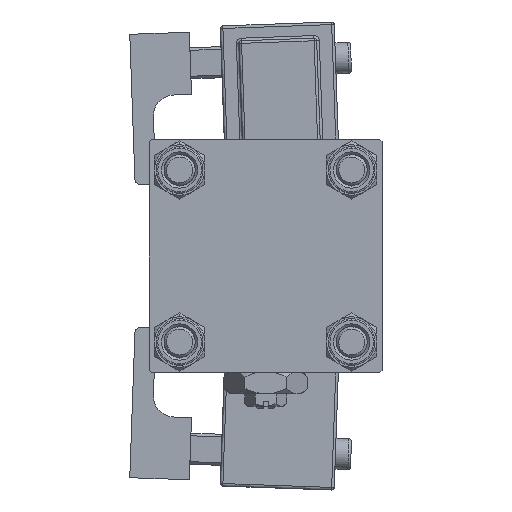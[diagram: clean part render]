
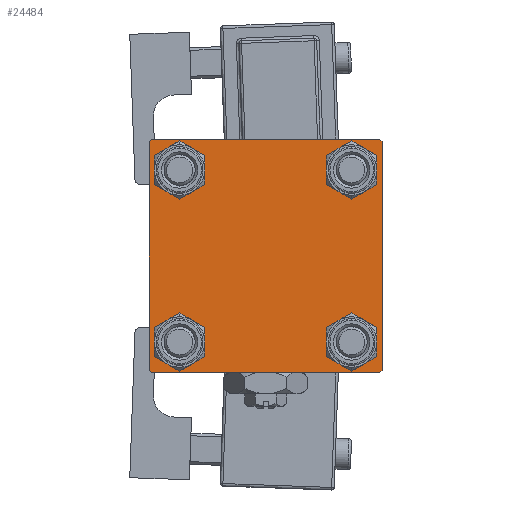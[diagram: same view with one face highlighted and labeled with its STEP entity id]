
A CAD part, left-side view. The second image highlights one B-rep face of the part: STEP entity #24484.
In plain terms, the highlighted planar face has unit normal (-1, 0, 0).
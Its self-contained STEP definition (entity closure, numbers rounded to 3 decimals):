
#80 = CARTESIAN_POINT ( 'NONE',  ( 0., -16.6, -16.6 ) ) ;
#249 = EDGE_CURVE ( 'NONE', #18499, #5151, #40391, .T. ) ;
#551 = LINE ( 'NONE', #18296, #50990 ) ;
#1022 = CIRCLE ( 'NONE', #33492, 3.5 ) ;
#1072 = AXIS2_PLACEMENT_3D ( 'NONE', #20249, #25766, #56528 ) ;
#1553 = CARTESIAN_POINT ( 'NONE',  ( 0., 16.6, 16.6 ) ) ;
#1771 = CARTESIAN_POINT ( 'NONE',  ( 0., 16.6, 20.1 ) ) ;
#2180 = CIRCLE ( 'NONE', #11464, 3.5 ) ;
#2269 = CARTESIAN_POINT ( 'NONE',  ( 0., 16.6, -20.1 ) ) ;
#2668 = LINE ( 'NONE', #32917, #11488 ) ;
#2785 = VERTEX_POINT ( 'NONE', #20867 ) ;
#3649 = ORIENTED_EDGE ( 'NONE', *, *, #47905, .F. ) ;
#5151 = VERTEX_POINT ( 'NONE', #54162 ) ;
#5156 = CARTESIAN_POINT ( 'NONE',  ( 0., 22., 22.5 ) ) ;
#5299 = DIRECTION ( 'NONE',  ( 0., 0., 1. ) ) ;
#5583 = CARTESIAN_POINT ( 'NONE',  ( 0., 22.25, -22.25 ) ) ;
#6549 = DIRECTION ( 'NONE',  ( 0., 0., 1. ) ) ;
#6660 = CARTESIAN_POINT ( 'NONE',  ( 0., 16.6, -16.6 ) ) ;
#6861 = ORIENTED_EDGE ( 'NONE', *, *, #50350, .T. ) ;
#7346 = ORIENTED_EDGE ( 'NONE', *, *, #10784, .T. ) ;
#8423 = EDGE_CURVE ( 'NONE', #44978, #2785, #9593, .T. ) ;
#8704 = PLANE ( 'NONE',  #29477 ) ;
#9593 = CIRCLE ( 'NONE', #43016, 3.5 ) ;
#9741 = CARTESIAN_POINT ( 'NONE',  ( 0., 16.6, -16.6 ) ) ;
#9967 = CARTESIAN_POINT ( 'NONE',  ( 0., 22.5, -22.5 ) ) ;
#10243 = VERTEX_POINT ( 'NONE', #39178 ) ;
#10784 = EDGE_CURVE ( 'NONE', #25019, #25964, #18982, .T. ) ;
#10814 = ORIENTED_EDGE ( 'NONE', *, *, #32854, .T. ) ;
#11464 = AXIS2_PLACEMENT_3D ( 'NONE', #46361, #41719, #6549 ) ;
#11488 = VECTOR ( 'NONE', #32628, 1000. ) ;
#11489 = EDGE_LOOP ( 'NONE', ( #42089, #22100 ) ) ;
#11911 = CIRCLE ( 'NONE', #43483, 3.5 ) ;
#13615 = CARTESIAN_POINT ( 'NONE',  ( 0., -16.6, 20.1 ) ) ;
#13952 = CARTESIAN_POINT ( 'NONE',  ( 0., -22.25, 22.25 ) ) ;
#15062 = LINE ( 'NONE', #41221, #41711 ) ;
#15253 = CARTESIAN_POINT ( 'NONE',  ( 0., -22.5, 22. ) ) ;
#15839 = DIRECTION ( 'NONE',  ( 0., 0., 1. ) ) ;
#15887 = CIRCLE ( 'NONE', #22347, 3.5 ) ;
#16994 = EDGE_CURVE ( 'NONE', #24451, #10243, #11911, .T. ) ;
#17314 = VECTOR ( 'NONE', #46181, 1000. ) ;
#17436 = FACE_BOUND ( 'NONE', #22074, .T. ) ;
#17535 = DIRECTION ( 'NONE',  ( 0., 0., 1. ) ) ;
#18296 = CARTESIAN_POINT ( 'NONE',  ( 0., 22.5, 22.5 ) ) ;
#18443 = VERTEX_POINT ( 'NONE', #35963 ) ;
#18499 = VERTEX_POINT ( 'NONE', #15253 ) ;
#18598 = CARTESIAN_POINT ( 'NONE',  ( 0., -22., -22.5 ) ) ;
#18982 = CIRCLE ( 'NONE', #47699, 3.5 ) ;
#19074 = EDGE_CURVE ( 'NONE', #18499, #18443, #45330, .T. ) ;
#19280 = DIRECTION ( 'NONE',  ( 0., 0., 1. ) ) ;
#20249 = CARTESIAN_POINT ( 'NONE',  ( 0., -16.6, 16.6 ) ) ;
#20867 = CARTESIAN_POINT ( 'NONE',  ( 0., 16.6, 13.1 ) ) ;
#22074 = EDGE_LOOP ( 'NONE', ( #32256, #48390 ) ) ;
#22100 = ORIENTED_EDGE ( 'NONE', *, *, #55797, .T. ) ;
#22347 = AXIS2_PLACEMENT_3D ( 'NONE', #9741, #54188, #28336 ) ;
#22351 = FACE_BOUND ( 'NONE', #53175, .T. ) ;
#22649 = CARTESIAN_POINT ( 'NONE',  ( 0., -16.6, -13.1 ) ) ;
#22671 = ORIENTED_EDGE ( 'NONE', *, *, #41126, .T. ) ;
#23291 = VECTOR ( 'NONE', #36601, 1000. ) ;
#23320 = DIRECTION ( 'NONE',  ( 0., -0.707, -0.707 ) ) ;
#23411 = VERTEX_POINT ( 'NONE', #55473 ) ;
#23920 = LINE ( 'NONE', #9967, #38886 ) ;
#24450 = CARTESIAN_POINT ( 'NONE',  ( 0., -16.6, 13.1 ) ) ;
#24451 = VERTEX_POINT ( 'NONE', #22649 ) ;
#24484 = ADVANCED_FACE ( 'NONE', ( #17436, #52854, #26153, #22351, #40068 ), #8704, .T. ) ;
#25019 = VERTEX_POINT ( 'NONE', #46356 ) ;
#25226 = ORIENTED_EDGE ( 'NONE', *, *, #249, .T. ) ;
#25596 = EDGE_CURVE ( 'NONE', #23411, #31903, #48863, .T. ) ;
#25766 = DIRECTION ( 'NONE',  ( 1., 0., 0. ) ) ;
#25964 = VERTEX_POINT ( 'NONE', #2269 ) ;
#26153 = FACE_BOUND ( 'NONE', #37089, .T. ) ;
#26903 = VERTEX_POINT ( 'NONE', #18598 ) ;
#27975 = VERTEX_POINT ( 'NONE', #5156 ) ;
#27997 = DIRECTION ( 'NONE',  ( 0., -1., 0. ) ) ;
#28336 = DIRECTION ( 'NONE',  ( 0., 0., 1. ) ) ;
#28916 = DIRECTION ( 'NONE',  ( 1., 0., 0. ) ) ;
#29477 = AXIS2_PLACEMENT_3D ( 'NONE', #35996, #57206, #43857 ) ;
#29997 = ORIENTED_EDGE ( 'NONE', *, *, #46552, .T. ) ;
#31372 = EDGE_CURVE ( 'NONE', #36539, #38657, #1022, .T. ) ;
#31646 = DIRECTION ( 'NONE',  ( 0., -1., 0. ) ) ;
#31903 = VERTEX_POINT ( 'NONE', #51370 ) ;
#32256 = ORIENTED_EDGE ( 'NONE', *, *, #31372, .T. ) ;
#32555 = DIRECTION ( 'NONE',  ( 0., 0., 1. ) ) ;
#32613 = LINE ( 'NONE', #5583, #44694 ) ;
#32628 = DIRECTION ( 'NONE',  ( 0., 0.707, -0.707 ) ) ;
#32854 = EDGE_CURVE ( 'NONE', #31903, #43601, #32613, .T. ) ;
#32917 = CARTESIAN_POINT ( 'NONE',  ( 0., 22.25, 22.25 ) ) ;
#32951 = ORIENTED_EDGE ( 'NONE', *, *, #25596, .T. ) ;
#33492 = AXIS2_PLACEMENT_3D ( 'NONE', #55616, #28916, #15839 ) ;
#34461 = CIRCLE ( 'NONE', #1072, 3.5 ) ;
#35963 = CARTESIAN_POINT ( 'NONE',  ( 0., -22.5, -22. ) ) ;
#35996 = CARTESIAN_POINT ( 'NONE',  ( 0., 0., 0. ) ) ;
#36539 = VERTEX_POINT ( 'NONE', #13615 ) ;
#36601 = DIRECTION ( 'NONE',  ( 0., 0.707, 0.707 ) ) ;
#36640 = CARTESIAN_POINT ( 'NONE',  ( 0., 22.5, 22.5 ) ) ;
#37089 = EDGE_LOOP ( 'NONE', ( #7346, #6861 ) ) ;
#38068 = DIRECTION ( 'NONE',  ( 1., 0., 0. ) ) ;
#38657 = VERTEX_POINT ( 'NONE', #24450 ) ;
#38886 = VECTOR ( 'NONE', #27997, 1000. ) ;
#39178 = CARTESIAN_POINT ( 'NONE',  ( 0., -16.6, -20.1 ) ) ;
#40068 = FACE_OUTER_BOUND ( 'NONE', #57288, .T. ) ;
#40391 = LINE ( 'NONE', #13952, #23291 ) ;
#40450 = ORIENTED_EDGE ( 'NONE', *, *, #19074, .F. ) ;
#41126 = EDGE_CURVE ( 'NONE', #27975, #23411, #2668, .T. ) ;
#41221 = CARTESIAN_POINT ( 'NONE',  ( 0., -22.25, -22.25 ) ) ;
#41291 = DIRECTION ( 'NONE',  ( 0., 0., -1. ) ) ;
#41711 = VECTOR ( 'NONE', #55995, 1000. ) ;
#41719 = DIRECTION ( 'NONE',  ( 1., 0., 0. ) ) ;
#42089 = ORIENTED_EDGE ( 'NONE', *, *, #16994, .T. ) ;
#43016 = AXIS2_PLACEMENT_3D ( 'NONE', #44824, #54395, #5299 ) ;
#43227 = ORIENTED_EDGE ( 'NONE', *, *, #55152, .T. ) ;
#43483 = AXIS2_PLACEMENT_3D ( 'NONE', #80, #43665, #17535 ) ;
#43601 = VERTEX_POINT ( 'NONE', #44572 ) ;
#43665 = DIRECTION ( 'NONE',  ( 1., 0., 0. ) ) ;
#43857 = DIRECTION ( 'NONE',  ( 0., 0., 1. ) ) ;
#44572 = CARTESIAN_POINT ( 'NONE',  ( 0., 22., -22.5 ) ) ;
#44694 = VECTOR ( 'NONE', #23320, 1000. ) ;
#44824 = CARTESIAN_POINT ( 'NONE',  ( 0., 16.6, 16.6 ) ) ;
#44869 = CIRCLE ( 'NONE', #54112, 3.5 ) ;
#44978 = VERTEX_POINT ( 'NONE', #1771 ) ;
#45330 = LINE ( 'NONE', #51095, #17314 ) ;
#46181 = DIRECTION ( 'NONE',  ( 0., 0., -1. ) ) ;
#46356 = CARTESIAN_POINT ( 'NONE',  ( 0., 16.6, -13.1 ) ) ;
#46361 = CARTESIAN_POINT ( 'NONE',  ( 0., -16.6, -16.6 ) ) ;
#46552 = EDGE_CURVE ( 'NONE', #43601, #26903, #23920, .T. ) ;
#46953 = ORIENTED_EDGE ( 'NONE', *, *, #8423, .T. ) ;
#47699 = AXIS2_PLACEMENT_3D ( 'NONE', #6660, #50258, #32555 ) ;
#47905 = EDGE_CURVE ( 'NONE', #27975, #5151, #551, .T. ) ;
#48076 = EDGE_CURVE ( 'NONE', #26903, #18443, #15062, .T. ) ;
#48390 = ORIENTED_EDGE ( 'NONE', *, *, #51220, .T. ) ;
#48863 = LINE ( 'NONE', #36640, #52692 ) ;
#50258 = DIRECTION ( 'NONE',  ( 1., 0., 0. ) ) ;
#50350 = EDGE_CURVE ( 'NONE', #25964, #25019, #15887, .T. ) ;
#50990 = VECTOR ( 'NONE', #31646, 1000. ) ;
#51095 = CARTESIAN_POINT ( 'NONE',  ( 0., -22.5, 22.5 ) ) ;
#51220 = EDGE_CURVE ( 'NONE', #38657, #36539, #34461, .T. ) ;
#51370 = CARTESIAN_POINT ( 'NONE',  ( 0., 22.5, -22. ) ) ;
#52368 = ORIENTED_EDGE ( 'NONE', *, *, #48076, .T. ) ;
#52692 = VECTOR ( 'NONE', #41291, 1000. ) ;
#52854 = FACE_BOUND ( 'NONE', #11489, .T. ) ;
#53175 = EDGE_LOOP ( 'NONE', ( #46953, #43227 ) ) ;
#54112 = AXIS2_PLACEMENT_3D ( 'NONE', #1553, #38068, #19280 ) ;
#54162 = CARTESIAN_POINT ( 'NONE',  ( 0., -22., 22.5 ) ) ;
#54188 = DIRECTION ( 'NONE',  ( 1., 0., 0. ) ) ;
#54395 = DIRECTION ( 'NONE',  ( 1., 0., 0. ) ) ;
#55152 = EDGE_CURVE ( 'NONE', #2785, #44978, #44869, .T. ) ;
#55473 = CARTESIAN_POINT ( 'NONE',  ( 0., 22.5, 22. ) ) ;
#55616 = CARTESIAN_POINT ( 'NONE',  ( 0., -16.6, 16.6 ) ) ;
#55797 = EDGE_CURVE ( 'NONE', #10243, #24451, #2180, .T. ) ;
#55995 = DIRECTION ( 'NONE',  ( 0., -0.707, 0.707 ) ) ;
#56528 = DIRECTION ( 'NONE',  ( 0., 0., 1. ) ) ;
#57206 = DIRECTION ( 'NONE',  ( -1., 0., 0. ) ) ;
#57288 = EDGE_LOOP ( 'NONE', ( #32951, #10814, #29997, #52368, #40450, #25226, #3649, #22671 ) ) ;
